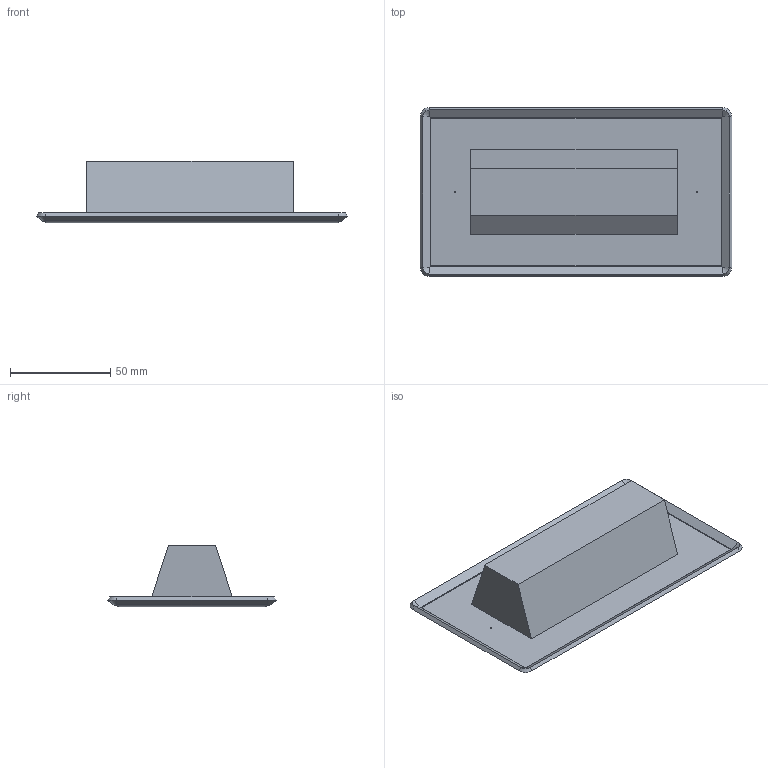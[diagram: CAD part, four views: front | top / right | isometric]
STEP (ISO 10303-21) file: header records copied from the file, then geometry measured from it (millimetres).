
FILE_DESCRIPTION(/* description */ ('Unknown'),/* implementation_level */ '2;1');
FILE_NAME(/* name */ 'SN 6110 G LED 24V',/* time_stamp */ '2018-09-21T07:26:14+02:00',/* author */ ('Unknown'),/* organization */ ('Unknown'),/* preprocessor_version */ 'ST-DEVELOPER v16.7',/* originating_system */ 'DEX',/* authorisation */ $);
FILE_SCHEMA (('AUTOMOTIVE_DESIGN {1 0 10303 214 3 1 1}'));
Length unit declared in the file: millimetre
Products named in the file (1): SN 6110 G LED 24V
Bounding box: 155 x 84 x 30.66 mm (x, y, z)
Volume: 120147.4 mm3; surface area: 41352.3 mm2
Topology: 2 solids, 2 shells, 76 faces, 194 edges, 120 vertices
Faces by surface type: plane 54, cone 12, cylinder 10
Full cylindrical faces by diameter (mm): 0.5 x2
Entity records: 2279 total; most frequent: CARTESIAN_POINT 409, ORIENTED_EDGE 376, DIRECTION 354, EDGE_CURVE 188, LINE 160, VECTOR 160, VERTEX_POINT 120, AXIS2_PLACEMENT_3D 97
